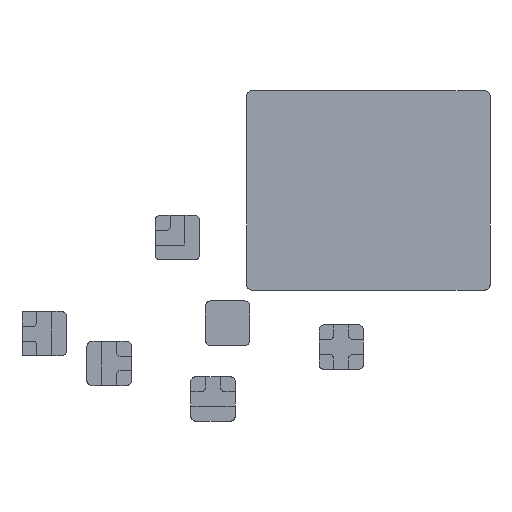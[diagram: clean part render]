
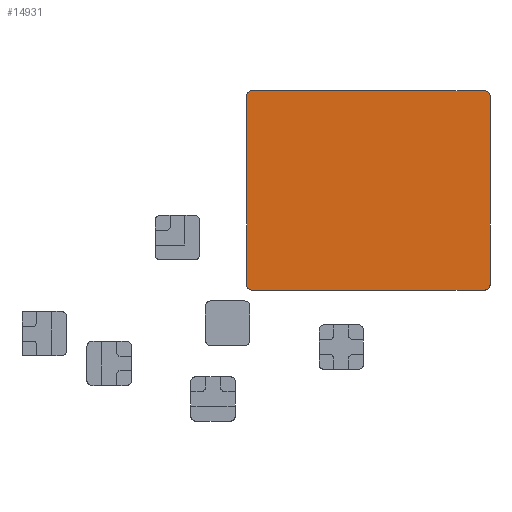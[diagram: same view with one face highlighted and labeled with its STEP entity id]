
A CAD part, front view. The second image highlights one B-rep face of the part: STEP entity #14931.
In plain terms, the highlighted planar face has unit normal (0, -1, 0).
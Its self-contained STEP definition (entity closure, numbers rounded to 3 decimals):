
#14669=CARTESIAN_POINT('Axis2P3D Location',(5.,-4.,197.)) ;
#14673=CARTESIAN_POINT('Vertex',(0.,-4.,197.)) ;
#14675=CARTESIAN_POINT('Vertex',(5.,-4.,202.)) ;
#14709=CARTESIAN_POINT('Line Origine',(0.,-4.,101.)) ;
#14713=CARTESIAN_POINT('Vertex',(0.,-4.,5.)) ;
#14740=CARTESIAN_POINT('Axis2P3D Location',(5.,-4.,5.)) ;
#14744=CARTESIAN_POINT('Vertex',(5.,-4.,0.)) ;
#14777=CARTESIAN_POINT('Vertex',(242.,-4.,0.)) ;
#14780=CARTESIAN_POINT('Line Origine',(123.5,-4.,0.)) ;
#14802=CARTESIAN_POINT('Axis2P3D Location',(242.,-4.,5.)) ;
#14806=CARTESIAN_POINT('Vertex',(247.,-4.,5.)) ;
#14839=CARTESIAN_POINT('Vertex',(242.,-4.,202.)) ;
#14847=CARTESIAN_POINT('Line Origine',(123.5,-4.,202.)) ;
#14864=CARTESIAN_POINT('Line Origine',(247.,-4.,101.)) ;
#14868=CARTESIAN_POINT('Vertex',(247.,-4.,197.)) ;
#14911=CARTESIAN_POINT('Axis2P3D Location',(0.,-4.,0.)) ;
#14916=CARTESIAN_POINT('Axis2P3D Location',(242.,-4.,197.)) ;
#14670=DIRECTION('Axis2P3D Direction',(0.,-1.,0.)) ;
#14710=DIRECTION('Vector Direction',(0.,0.,-1.)) ;
#14741=DIRECTION('Axis2P3D Direction',(0.,-1.,0.)) ;
#14781=DIRECTION('Vector Direction',(-1.,0.,0.)) ;
#14803=DIRECTION('Axis2P3D Direction',(0.,-1.,0.)) ;
#14848=DIRECTION('Vector Direction',(1.,0.,0.)) ;
#14865=DIRECTION('Vector Direction',(0.,0.,1.)) ;
#14912=DIRECTION('Axis2P3D Direction',(0.,1.,0.)) ;
#14913=DIRECTION('Axis2P3D XDirection',(-1.,0.,0.)) ;
#14917=DIRECTION('Axis2P3D Direction',(0.,1.,0.)) ;
#14671=AXIS2_PLACEMENT_3D('Circle Axis2P3D',#14669,#14670,$) ;
#14742=AXIS2_PLACEMENT_3D('Circle Axis2P3D',#14740,#14741,$) ;
#14804=AXIS2_PLACEMENT_3D('Circle Axis2P3D',#14802,#14803,$) ;
#14914=AXIS2_PLACEMENT_3D('Plane Axis2P3D',#14911,#14912,#14913) ;
#14918=AXIS2_PLACEMENT_3D('Circle Axis2P3D',#14916,#14917,$) ;
#14922=ORIENTED_EDGE('',*,*,#14920,.F.) ;
#14923=ORIENTED_EDGE('',*,*,#14851,.F.) ;
#14924=ORIENTED_EDGE('',*,*,#14677,.F.) ;
#14925=ORIENTED_EDGE('',*,*,#14715,.F.) ;
#14926=ORIENTED_EDGE('',*,*,#14746,.F.) ;
#14927=ORIENTED_EDGE('',*,*,#14784,.F.) ;
#14928=ORIENTED_EDGE('',*,*,#14808,.F.) ;
#14929=ORIENTED_EDGE('',*,*,#14870,.F.) ;
#14711=VECTOR('Line Direction',#14710,1.) ;
#14782=VECTOR('Line Direction',#14781,1.) ;
#14849=VECTOR('Line Direction',#14848,1.) ;
#14866=VECTOR('Line Direction',#14865,1.) ;
#14931=ADVANCED_FACE('\X2\96F64EF651E04F554F53\X0\',(#14930),#14915,.F.) ;
#14672=CIRCLE('generated circle',#14671,5.) ;
#14743=CIRCLE('generated circle',#14742,5.) ;
#14805=CIRCLE('generated circle',#14804,5.) ;
#14919=CIRCLE('generated circle',#14918,5.) ;
#14677=EDGE_CURVE('',#14674,#14676,#14672,.F.) ;
#14715=EDGE_CURVE('',#14714,#14674,#14712,.F.) ;
#14746=EDGE_CURVE('',#14745,#14714,#14743,.F.) ;
#14784=EDGE_CURVE('',#14778,#14745,#14783,.T.) ;
#14808=EDGE_CURVE('',#14807,#14778,#14805,.F.) ;
#14851=EDGE_CURVE('',#14676,#14840,#14850,.T.) ;
#14870=EDGE_CURVE('',#14869,#14807,#14867,.F.) ;
#14920=EDGE_CURVE('',#14840,#14869,#14919,.T.) ;
#14921=EDGE_LOOP('',(#14922,#14923,#14924,#14925,#14926,#14927,#14928,#14929)) ;
#14930=FACE_OUTER_BOUND('',#14921,.T.) ;
#14712=LINE('Line',#14709,#14711) ;
#14783=LINE('Line',#14780,#14782) ;
#14850=LINE('Line',#14847,#14849) ;
#14867=LINE('Line',#14864,#14866) ;
#14915=PLANE('',#14914) ;
#14674=VERTEX_POINT('',#14673) ;
#14676=VERTEX_POINT('',#14675) ;
#14714=VERTEX_POINT('',#14713) ;
#14745=VERTEX_POINT('',#14744) ;
#14778=VERTEX_POINT('',#14777) ;
#14807=VERTEX_POINT('',#14806) ;
#14840=VERTEX_POINT('',#14839) ;
#14869=VERTEX_POINT('',#14868) ;
